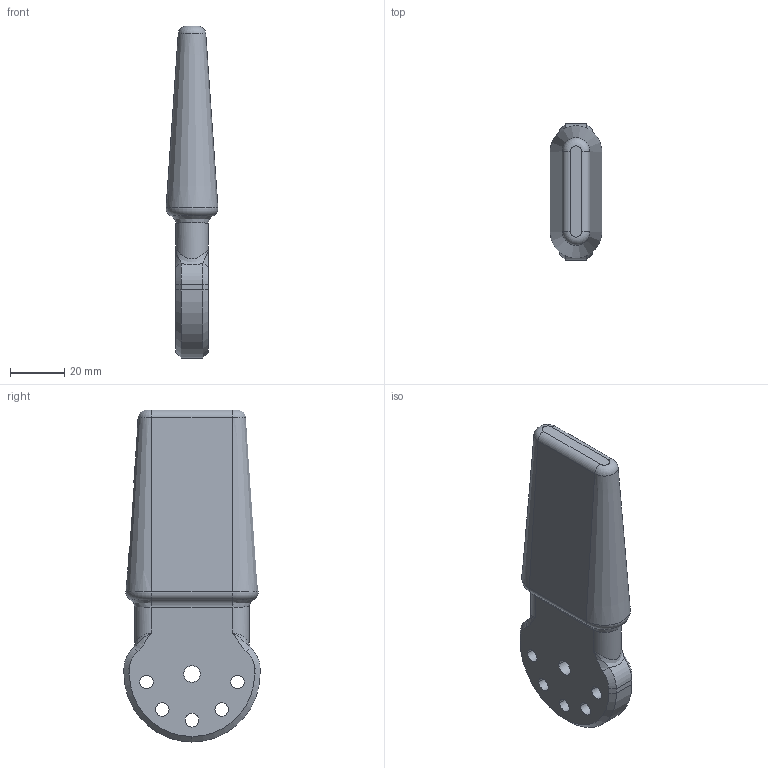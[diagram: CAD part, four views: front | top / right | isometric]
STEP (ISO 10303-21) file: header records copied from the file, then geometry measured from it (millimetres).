
FILE_DESCRIPTION (( 'STEP AP214' ), '1' );
FILE_NAME ('interface.STEP', '2020-05-26T10:54:03', ( '' ), ( '' ), 'SwSTEP 2.0', 'SolidWorks 2016', '' );
FILE_SCHEMA (( 'AUTOMOTIVE_DESIGN' ));
Length unit declared in the file: millimetre
Products named in the file (1): interface
Bounding box: 19.05 x 50 x 122 mm (x, y, z)
Volume: 65730.4 mm3; surface area: 14239 mm2
Topology: 1 solids, 1 shells, 59 faces, 143 edges, 82 vertices
Faces by surface type: cylinder 23, bspline 12, plane 11, cone 9, torus 4
Entity records: 3559 total; most frequent: CARTESIAN_POINT 2205, ORIENTED_EDGE 278, DIRECTION 267, EDGE_CURVE 139, AXIS2_PLACEMENT_3D 108, VERTEX_POINT 82, EDGE_LOOP 71, CIRCLE 60
